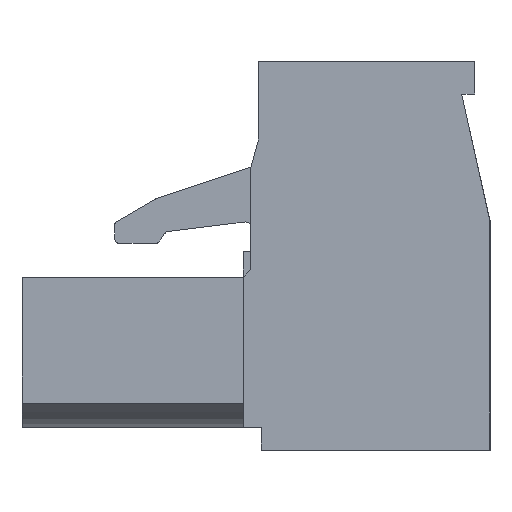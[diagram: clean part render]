
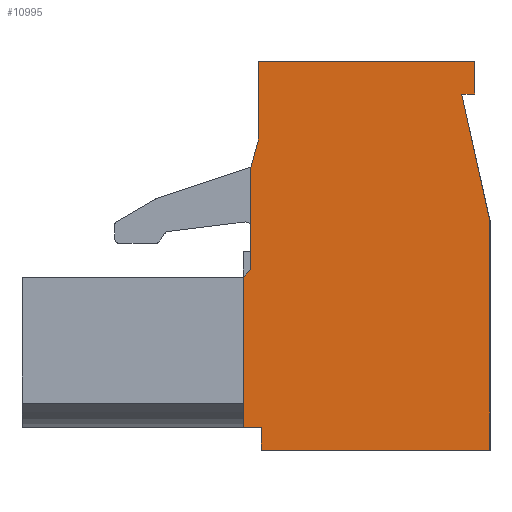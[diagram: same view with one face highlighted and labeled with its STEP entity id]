
A CAD part, left-side view. The second image highlights one B-rep face of the part: STEP entity #10995.
In plain terms, the highlighted planar face has unit normal (-1, 0, 0).
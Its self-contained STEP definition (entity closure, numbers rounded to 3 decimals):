
#1910=ORIENTED_EDGE('',*,*,#4255,.F.);
#1911=ORIENTED_EDGE('',*,*,#3849,.F.);
#1912=ORIENTED_EDGE('',*,*,#4059,.F.);
#1913=ORIENTED_EDGE('',*,*,#3720,.F.);
#1914=ORIENTED_EDGE('',*,*,#4045,.F.);
#1915=ORIENTED_EDGE('',*,*,#3897,.F.);
#1916=ORIENTED_EDGE('',*,*,#3750,.F.);
#1917=ORIENTED_EDGE('',*,*,#4046,.F.);
#1918=ORIENTED_EDGE('',*,*,#3700,.F.);
#1919=ORIENTED_EDGE('',*,*,#4050,.F.);
#1920=ORIENTED_EDGE('',*,*,#4053,.F.);
#1921=ORIENTED_EDGE('',*,*,#3548,.F.);
#1922=ORIENTED_EDGE('',*,*,#4090,.F.);
#3548=EDGE_CURVE('',#5117,#5118,#6153,.T.);
#3700=EDGE_CURVE('',#5250,#5251,#6292,.T.);
#3720=EDGE_CURVE('',#5270,#5271,#6312,.T.);
#3750=EDGE_CURVE('',#5297,#5298,#6341,.T.);
#3849=EDGE_CURVE('',#5392,#5393,#6423,.T.);
#3897=EDGE_CURVE('',#5298,#5431,#6470,.T.);
#4045=EDGE_CURVE('',#5431,#5270,#6605,.T.);
#4046=EDGE_CURVE('',#5251,#5297,#6606,.T.);
#4050=EDGE_CURVE('',#5535,#5250,#6610,.T.);
#4053=EDGE_CURVE('',#5118,#5535,#6613,.T.);
#4059=EDGE_CURVE('',#5271,#5392,#6619,.T.);
#4090=EDGE_CURVE('',#5547,#5117,#6648,.T.);
#4255=EDGE_CURVE('',#5393,#5547,#6791,.T.);
#5117=VERTEX_POINT('',#15372);
#5118=VERTEX_POINT('',#15374);
#5250=VERTEX_POINT('',#15678);
#5251=VERTEX_POINT('',#15680);
#5270=VERTEX_POINT('',#15719);
#5271=VERTEX_POINT('',#15721);
#5297=VERTEX_POINT('',#15777);
#5298=VERTEX_POINT('',#15779);
#5392=VERTEX_POINT('',#15976);
#5393=VERTEX_POINT('',#15978);
#5431=VERTEX_POINT('',#16074);
#5535=VERTEX_POINT('',#16366);
#5547=VERTEX_POINT('',#16444);
#6153=LINE('',#15373,#7509);
#6292=LINE('',#15679,#7648);
#6312=LINE('',#15720,#7668);
#6341=LINE('',#15778,#7697);
#6423=LINE('',#15977,#7779);
#6470=LINE('',#16073,#7826);
#6605=LINE('',#16356,#7961);
#6606=LINE('',#16358,#7962);
#6610=LINE('',#16367,#7966);
#6613=LINE('',#16372,#7969);
#6619=LINE('',#16381,#7975);
#6648=LINE('',#16445,#8004);
#6791=LINE('',#16801,#8147);
#7509=VECTOR('',#12387,1000.);
#7648=VECTOR('',#12594,1000.);
#7668=VECTOR('',#12616,1000.);
#7697=VECTOR('',#12649,1000.);
#7779=VECTOR('',#12775,1000.);
#7826=VECTOR('',#12844,1000.);
#7961=VECTOR('',#13073,1000.);
#7962=VECTOR('',#13076,1000.);
#7966=VECTOR('',#13082,1000.);
#7969=VECTOR('',#13087,1000.);
#7975=VECTOR('',#13097,1000.);
#8004=VECTOR('',#13176,1000.);
#8147=VECTOR('',#13629,1000.);
#9187=EDGE_LOOP('',(#1910,#1911,#1912,#1913,#1914,#1915,#1916,#1917,#1918,
#1919,#1920,#1921,#1922));
#9874=FACE_BOUND('',#9187,.T.);
#10462=PLANE('',#11921);
#10995=ADVANCED_FACE('',(#9874),#10462,.F.);
#11921=AXIS2_PLACEMENT_3D('',#16935,#13791,#13792);
#12387=DIRECTION('',(0.,0.,1.));
#12594=DIRECTION('',(0.,-1.,0.));
#12616=DIRECTION('',(0.,1.,0.));
#12649=DIRECTION('',(0.,1.,0.));
#12775=DIRECTION('',(0.,1.,0.));
#12844=DIRECTION('',(0.,-0.217,-0.976));
#13073=DIRECTION('',(0.,0.,-1.));
#13076=DIRECTION('',(0.,0.,-1.));
#13082=DIRECTION('',(0.,0.,1.));
#13087=DIRECTION('',(0.,-0.263,0.965));
#13097=DIRECTION('',(0.,0.,1.));
#13176=DIRECTION('',(0.,-0.707,0.707));
#13629=DIRECTION('',(0.,0.,1.));
#13791=DIRECTION('',(1.,0.,0.));
#13792=DIRECTION('',(0.,0.,-1.));
#15372=CARTESIAN_POINT('',(-10.26,4.85,2.575));
#15373=CARTESIAN_POINT('',(-10.26,4.85,6.55));
#15374=CARTESIAN_POINT('',(-10.26,4.85,6.55));
#15678=CARTESIAN_POINT('',(-10.26,4.55,10.65));
#15679=CARTESIAN_POINT('',(-10.26,-3.85,10.65));
#15680=CARTESIAN_POINT('',(-10.26,-3.85,10.65));
#15719=CARTESIAN_POINT('',(-10.26,-4.45,-4.45));
#15720=CARTESIAN_POINT('',(-10.26,4.45,-4.45));
#15721=CARTESIAN_POINT('',(-10.26,4.45,-4.45));
#15777=CARTESIAN_POINT('',(-10.26,-3.85,9.4));
#15778=CARTESIAN_POINT('',(-10.26,-3.35,9.4));
#15779=CARTESIAN_POINT('',(-10.26,-3.35,9.4));
#15976=CARTESIAN_POINT('',(-10.26,4.45,-3.575));
#15977=CARTESIAN_POINT('',(-10.26,5.15,-3.575));
#15978=CARTESIAN_POINT('',(-10.26,5.15,-3.575));
#16073=CARTESIAN_POINT('',(-10.26,-3.35,9.4));
#16074=CARTESIAN_POINT('',(-10.26,-4.45,4.45));
#16356=CARTESIAN_POINT('',(-10.26,-4.45,-4.45));
#16358=CARTESIAN_POINT('',(-10.26,-3.85,9.4));
#16366=CARTESIAN_POINT('',(-10.26,4.55,7.65));
#16367=CARTESIAN_POINT('',(-10.26,4.55,10.65));
#16372=CARTESIAN_POINT('',(-10.26,4.55,7.65));
#16381=CARTESIAN_POINT('',(-10.26,4.45,-3.575));
#16444=CARTESIAN_POINT('',(-10.26,5.15,2.275));
#16445=CARTESIAN_POINT('',(-10.26,5.15,2.275));
#16801=CARTESIAN_POINT('',(-10.26,5.15,2.275));
#16935=CARTESIAN_POINT('',(-10.26,0.,0.));
